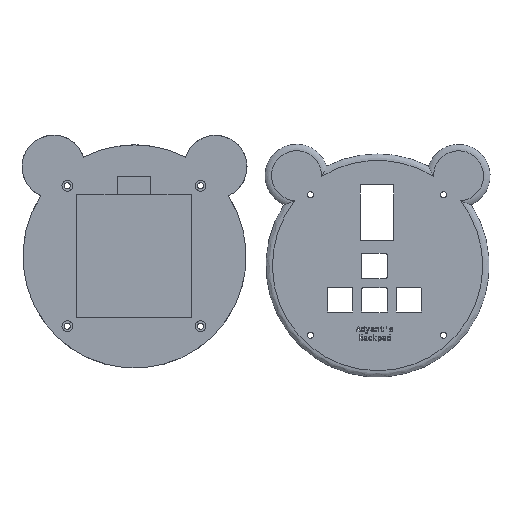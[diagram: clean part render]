
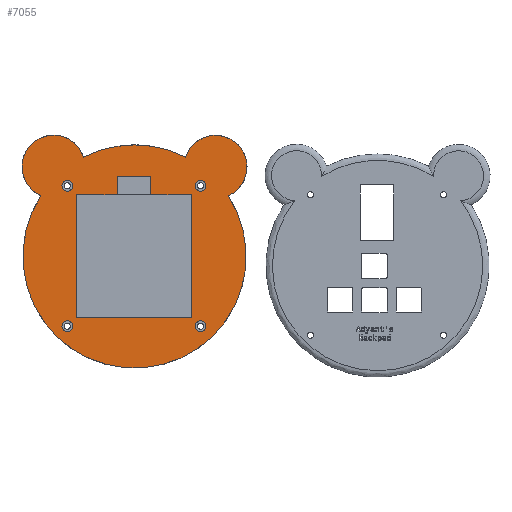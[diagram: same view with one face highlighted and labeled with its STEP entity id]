
A CAD part, top view. The second image highlights one B-rep face of the part: STEP entity #7055.
In plain terms, the highlighted planar face has unit normal (0, 0, 1).
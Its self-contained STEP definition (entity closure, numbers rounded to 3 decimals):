
#71=FACE_BOUND('',#1157,.T.);
#72=FACE_BOUND('',#1158,.T.);
#73=FACE_BOUND('',#1159,.T.);
#74=FACE_BOUND('',#1160,.T.);
#75=FACE_BOUND('',#1161,.T.);
#141=CIRCLE('',#7329,62.);
#149=CIRCLE('',#7341,62.);
#150=CIRCLE('',#7347,17.5);
#151=CIRCLE('',#7348,17.5);
#152=CIRCLE('',#7349,3.);
#153=CIRCLE('',#7350,3.);
#154=CIRCLE('',#7351,3.);
#155=CIRCLE('',#7352,3.);
#378=PLANE('',#7346);
#734=FACE_OUTER_BOUND('',#1156,.T.);
#1156=EDGE_LOOP('',(#6438,#6439,#6440,#6441));
#1157=EDGE_LOOP('',(#6442));
#1158=EDGE_LOOP('',(#6443));
#1159=EDGE_LOOP('',(#6444,#6445,#6446,#6447,#6448,#6449,#6450,#6451));
#1160=EDGE_LOOP('',(#6452));
#1161=EDGE_LOOP('',(#6453));
#1778=LINE('',#14104,#2394);
#1782=LINE('',#14111,#2398);
#1784=LINE('',#14115,#2400);
#1788=LINE('',#14129,#2404);
#1789=LINE('',#14131,#2405);
#1790=LINE('',#14133,#2406);
#1791=LINE('',#14135,#2407);
#1792=LINE('',#14136,#2408);
#2394=VECTOR('',#8456,10.);
#2398=VECTOR('',#8462,10.);
#2400=VECTOR('',#8466,10.);
#2404=VECTOR('',#8482,10.);
#2405=VECTOR('',#8483,10.);
#2406=VECTOR('',#8484,10.);
#2407=VECTOR('',#8485,10.);
#2408=VECTOR('',#8486,10.);
#3394=VERTEX_POINT('',#13744);
#3395=VERTEX_POINT('',#13746);
#3415=VERTEX_POINT('',#14096);
#3416=VERTEX_POINT('',#14098);
#3417=VERTEX_POINT('',#14102);
#3418=VERTEX_POINT('',#14103);
#3420=VERTEX_POINT('',#14110);
#3421=VERTEX_POINT('',#14114);
#3423=VERTEX_POINT('',#14124);
#3424=VERTEX_POINT('',#14126);
#3425=VERTEX_POINT('',#14128);
#3426=VERTEX_POINT('',#14130);
#3427=VERTEX_POINT('',#14132);
#3428=VERTEX_POINT('',#14134);
#3429=VERTEX_POINT('',#14137);
#3430=VERTEX_POINT('',#14139);
#4397=EDGE_CURVE('',#3395,#3394,#141,.T.);
#4425=EDGE_CURVE('',#3416,#3415,#149,.T.);
#4427=EDGE_CURVE('',#3417,#3418,#1778,.T.);
#4431=EDGE_CURVE('',#3420,#3417,#1782,.T.);
#4433=EDGE_CURVE('',#3421,#3420,#1784,.T.);
#4437=EDGE_CURVE('',#3394,#3416,#150,.T.);
#4438=EDGE_CURVE('',#3415,#3395,#151,.T.);
#4439=EDGE_CURVE('',#3423,#3423,#152,.T.);
#4440=EDGE_CURVE('',#3424,#3424,#153,.T.);
#4441=EDGE_CURVE('',#3418,#3425,#1788,.T.);
#4442=EDGE_CURVE('',#3425,#3426,#1789,.T.);
#4443=EDGE_CURVE('',#3426,#3427,#1790,.T.);
#4444=EDGE_CURVE('',#3427,#3428,#1791,.T.);
#4445=EDGE_CURVE('',#3428,#3421,#1792,.T.);
#4446=EDGE_CURVE('',#3429,#3429,#154,.T.);
#4447=EDGE_CURVE('',#3430,#3430,#155,.T.);
#6438=ORIENTED_EDGE('',*,*,#4397,.T.);
#6439=ORIENTED_EDGE('',*,*,#4437,.T.);
#6440=ORIENTED_EDGE('',*,*,#4425,.T.);
#6441=ORIENTED_EDGE('',*,*,#4438,.T.);
#6442=ORIENTED_EDGE('',*,*,#4439,.T.);
#6443=ORIENTED_EDGE('',*,*,#4440,.T.);
#6444=ORIENTED_EDGE('',*,*,#4433,.T.);
#6445=ORIENTED_EDGE('',*,*,#4431,.T.);
#6446=ORIENTED_EDGE('',*,*,#4427,.T.);
#6447=ORIENTED_EDGE('',*,*,#4441,.T.);
#6448=ORIENTED_EDGE('',*,*,#4442,.T.);
#6449=ORIENTED_EDGE('',*,*,#4443,.T.);
#6450=ORIENTED_EDGE('',*,*,#4444,.T.);
#6451=ORIENTED_EDGE('',*,*,#4445,.T.);
#6452=ORIENTED_EDGE('',*,*,#4446,.T.);
#6453=ORIENTED_EDGE('',*,*,#4447,.T.);
#7055=ADVANCED_FACE('',(#734,#71,#72,#73,#74,#75),#378,.T.);
#7329=AXIS2_PLACEMENT_3D('',#13747,#8414,#8415);
#7341=AXIS2_PLACEMENT_3D('',#14099,#8451,#8452);
#7346=AXIS2_PLACEMENT_3D('',#14121,#8472,#8473);
#7347=AXIS2_PLACEMENT_3D('',#14122,#8474,#8475);
#7348=AXIS2_PLACEMENT_3D('',#14123,#8476,#8477);
#7349=AXIS2_PLACEMENT_3D('',#14125,#8478,#8479);
#7350=AXIS2_PLACEMENT_3D('',#14127,#8480,#8481);
#7351=AXIS2_PLACEMENT_3D('',#14138,#8487,#8488);
#7352=AXIS2_PLACEMENT_3D('',#14140,#8489,#8490);
#8414=DIRECTION('center_axis',(0.,0.,1.));
#8415=DIRECTION('ref_axis',(1.,0.,0.));
#8451=DIRECTION('center_axis',(0.,0.,1.));
#8452=DIRECTION('ref_axis',(1.,0.,0.));
#8456=DIRECTION('',(0.,-1.,0.));
#8462=DIRECTION('',(1.,0.,0.));
#8466=DIRECTION('',(0.,1.,0.));
#8472=DIRECTION('center_axis',(0.,0.,1.));
#8473=DIRECTION('ref_axis',(1.,0.,0.));
#8474=DIRECTION('center_axis',(0.,0.,1.));
#8475=DIRECTION('ref_axis',(1.,0.,0.));
#8476=DIRECTION('center_axis',(0.,0.,1.));
#8477=DIRECTION('ref_axis',(1.,0.,0.));
#8478=DIRECTION('center_axis',(0.,0.,-1.));
#8479=DIRECTION('ref_axis',(1.,0.,0.));
#8480=DIRECTION('center_axis',(0.,0.,-1.));
#8481=DIRECTION('ref_axis',(1.,0.,0.));
#8482=DIRECTION('',(1.,0.,0.));
#8483=DIRECTION('',(0.,-1.,0.));
#8484=DIRECTION('',(-1.,0.,0.));
#8485=DIRECTION('',(0.,1.,0.));
#8486=DIRECTION('',(1.,0.,0.));
#8487=DIRECTION('center_axis',(0.,0.,-1.));
#8488=DIRECTION('ref_axis',(1.,0.,0.));
#8489=DIRECTION('center_axis',(0.,0.,-1.));
#8490=DIRECTION('ref_axis',(1.,0.,0.));
#13744=CARTESIAN_POINT('',(84.328,67.455,13.));
#13746=CARTESIAN_POINT('',(-19.636,67.492,13.));
#13747=CARTESIAN_POINT('Origin',(32.334,33.682,13.));
#14096=CARTESIAN_POINT('',(3.998,88.828,13.));
#14098=CARTESIAN_POINT('',(60.646,88.84,13.));
#14099=CARTESIAN_POINT('Origin',(32.334,33.682,13.));
#14102=CARTESIAN_POINT('',(41.25,78.,13.));
#14103=CARTESIAN_POINT('',(41.25,68.,13.));
#14104=CARTESIAN_POINT('',(41.25,56.,13.));
#14110=CARTESIAN_POINT('',(22.75,78.,13.));
#14111=CARTESIAN_POINT('',(27.375,78.,13.));
#14114=CARTESIAN_POINT('',(22.75,68.,13.));
#14115=CARTESIAN_POINT('',(22.75,51.,13.));
#14121=CARTESIAN_POINT('Origin',(32.,34.,13.));
#14122=CARTESIAN_POINT('Origin',(77.306,83.484,13.));
#14123=CARTESIAN_POINT('Origin',(-12.689,83.554,13.));
#14124=CARTESIAN_POINT('',(-8.,-5.,13.));
#14125=CARTESIAN_POINT('Origin',(-5.,-5.,13.));
#14126=CARTESIAN_POINT('',(66.,-5.,13.));
#14127=CARTESIAN_POINT('Origin',(69.,-5.,13.));
#14128=CARTESIAN_POINT('',(64.,68.,13.));
#14129=CARTESIAN_POINT('',(64.,68.,13.));
#14130=CARTESIAN_POINT('',(64.,0.,13.));
#14131=CARTESIAN_POINT('',(64.,0.,13.));
#14132=CARTESIAN_POINT('',(0.,0.,13.));
#14133=CARTESIAN_POINT('',(0.,0.,13.));
#14134=CARTESIAN_POINT('',(0.,68.,13.));
#14135=CARTESIAN_POINT('',(0.,68.,13.));
#14136=CARTESIAN_POINT('',(64.,68.,13.));
#14137=CARTESIAN_POINT('',(-8.,73.,13.));
#14138=CARTESIAN_POINT('Origin',(-5.,73.,13.));
#14139=CARTESIAN_POINT('',(66.,73.,13.));
#14140=CARTESIAN_POINT('Origin',(69.,73.,13.));
